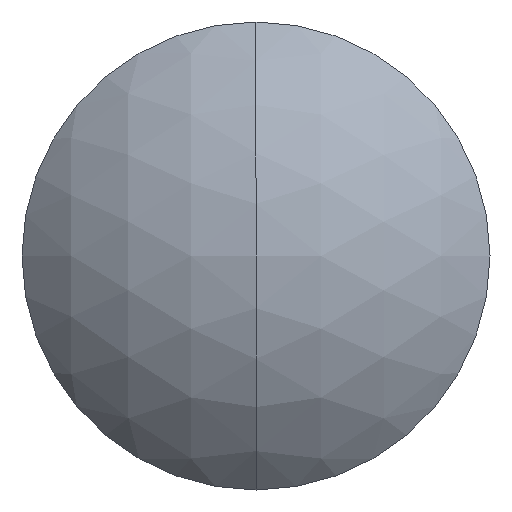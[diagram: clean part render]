
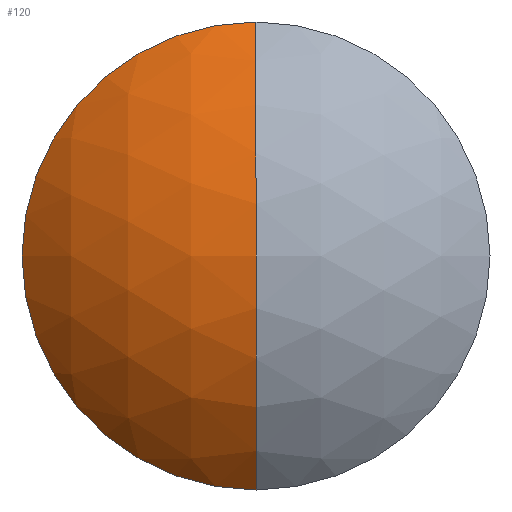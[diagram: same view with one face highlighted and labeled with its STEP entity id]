
A CAD part, left-side view. The second image highlights one B-rep face of the part: STEP entity #120.
In plain terms, the highlighted spherical face has radius 11 mm.
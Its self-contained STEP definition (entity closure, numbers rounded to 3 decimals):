
#7 = AXIS2_PLACEMENT_3D ( 'NONE', #296, #306, #281 ) ;
#38 = CARTESIAN_POINT ( 'NONE',  ( -7.52, 0., 8.028 ) ) ;
#53 = EDGE_LOOP ( 'NONE', ( #127, #376, #300 ) ) ;
#66 = CARTESIAN_POINT ( 'NONE',  ( -7.52, 0., 0. ) ) ;
#71 = DIRECTION ( 'NONE',  ( 0., 1., 0. ) ) ;
#79 = CIRCLE ( 'NONE', #7, 11. ) ;
#102 = CARTESIAN_POINT ( 'NONE',  ( 0., 0., 0. ) ) ;
#113 = AXIS2_PLACEMENT_3D ( 'NONE', #66, #264, #270 ) ;
#120 = ADVANCED_FACE ( 'NONE', ( #133 ), #179, .T. ) ;
#127 = ORIENTED_EDGE ( 'NONE', *, *, #228, .F. ) ;
#133 = FACE_OUTER_BOUND ( 'NONE', #53, .T. ) ;
#148 = CARTESIAN_POINT ( 'NONE',  ( -11., 0., 0. ) ) ;
#169 = VERTEX_POINT ( 'NONE', #329 ) ;
#179 = SPHERICAL_SURFACE ( 'NONE', #205, 11. ) ;
#183 = CIRCLE ( 'NONE', #113, 8.028 ) ;
#205 = AXIS2_PLACEMENT_3D ( 'NONE', #102, #71, #360 ) ;
#213 = CARTESIAN_POINT ( 'NONE',  ( 0., 0., 0. ) ) ;
#225 = DIRECTION ( 'NONE',  ( 0., 0., 1. ) ) ;
#228 = EDGE_CURVE ( 'NONE', #366, #169, #79, .T. ) ;
#244 = DIRECTION ( 'NONE',  ( 0., 1., 0. ) ) ;
#247 = AXIS2_PLACEMENT_3D ( 'NONE', #213, #244, #225 ) ;
#258 = EDGE_CURVE ( 'NONE', #169, #352, #183, .T. ) ;
#264 = DIRECTION ( 'NONE',  ( 1., 0., 0. ) ) ;
#270 = DIRECTION ( 'NONE',  ( 0., 0., -1. ) ) ;
#279 = CIRCLE ( 'NONE', #247, 11. ) ;
#281 = DIRECTION ( 'NONE',  ( 0., 0., -1. ) ) ;
#296 = CARTESIAN_POINT ( 'NONE',  ( 0., 0., 0. ) ) ;
#300 = ORIENTED_EDGE ( 'NONE', *, *, #258, .F. ) ;
#306 = DIRECTION ( 'NONE',  ( 0., -1., 0. ) ) ;
#329 = CARTESIAN_POINT ( 'NONE',  ( -7.52, 0., -8.028 ) ) ;
#352 = VERTEX_POINT ( 'NONE', #38 ) ;
#360 = DIRECTION ( 'NONE',  ( 0., 0., -1. ) ) ;
#366 = VERTEX_POINT ( 'NONE', #148 ) ;
#374 = EDGE_CURVE ( 'NONE', #366, #352, #279, .T. ) ;
#376 = ORIENTED_EDGE ( 'NONE', *, *, #374, .T. ) ;
